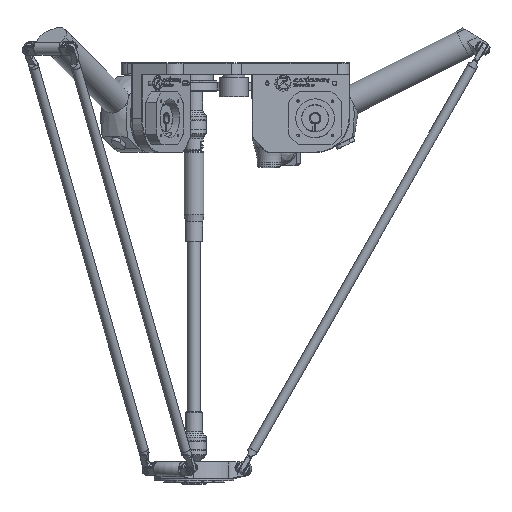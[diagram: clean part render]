
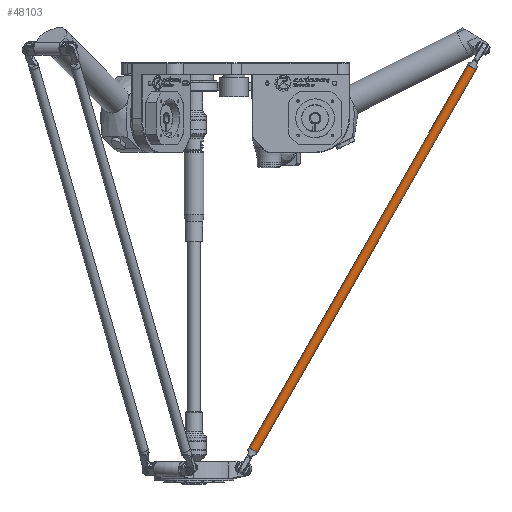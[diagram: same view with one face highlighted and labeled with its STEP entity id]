
A CAD part, front view. The second image highlights one B-rep face of the part: STEP entity #48103.
In plain terms, the highlighted cylindrical face has radius 10 mm (diameter 20 mm), a full revolution.
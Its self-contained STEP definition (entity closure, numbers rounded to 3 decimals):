
#983=FACE_BOUND('',#12298,.T.);
#5267=CIRCLE('',#53402,10.);
#5268=CIRCLE('',#53404,10.);
#6699=CYLINDRICAL_SURFACE('',#53415,10.);
#9110=FACE_OUTER_BOUND('',#12297,.T.);
#12297=EDGE_LOOP('',(#43061));
#12298=EDGE_LOOP('',(#43062));
#24307=VERTEX_POINT('',#87829);
#24308=VERTEX_POINT('',#87832);
#30659=EDGE_CURVE('',#24307,#24307,#5267,.T.);
#30660=EDGE_CURVE('',#24308,#24308,#5268,.T.);
#43061=ORIENTED_EDGE('',*,*,#30660,.T.);
#43062=ORIENTED_EDGE('',*,*,#30659,.T.);
#48103=ADVANCED_FACE('',(#9110,#983),#6699,.T.);
#53402=AXIS2_PLACEMENT_3D('',#87830,#66750,#66751);
#53404=AXIS2_PLACEMENT_3D('',#87833,#66754,#66755);
#53415=AXIS2_PLACEMENT_3D('',#87856,#66778,#66779);
#66750=DIRECTION('center_axis',(1.,0.,0.));
#66751=DIRECTION('ref_axis',(0.,0.,1.));
#66754=DIRECTION('center_axis',(-1.,0.,0.));
#66755=DIRECTION('ref_axis',(0.,0.,1.));
#66778=DIRECTION('center_axis',(-1.,0.,0.));
#66779=DIRECTION('ref_axis',(0.,0.,1.));
#87829=CARTESIAN_POINT('',(45.029,-10.,0.));
#87830=CARTESIAN_POINT('Origin',(45.029,0.,
0.));
#87832=CARTESIAN_POINT('',(954.971,-10.,0.));
#87833=CARTESIAN_POINT('Origin',(954.971,0.,0.));
#87856=CARTESIAN_POINT('Origin',(955.,0.,0.));
